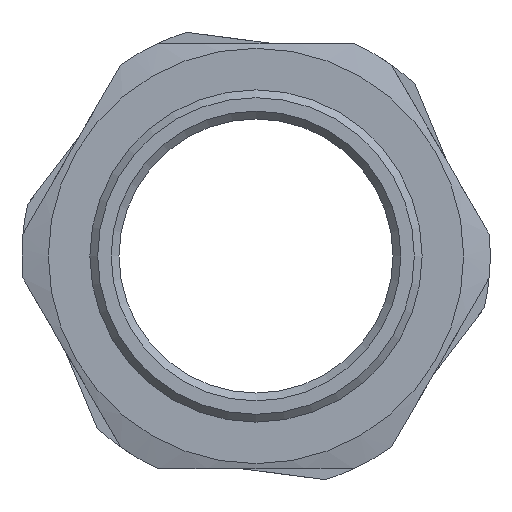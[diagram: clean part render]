
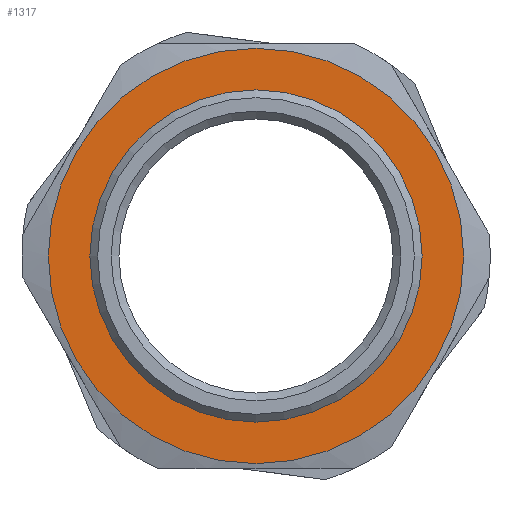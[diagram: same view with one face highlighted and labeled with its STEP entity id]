
A CAD part, left-side view. The second image highlights one B-rep face of the part: STEP entity #1317.
In plain terms, the highlighted planar face has unit normal (-1, 0, 0).
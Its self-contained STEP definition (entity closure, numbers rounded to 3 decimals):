
#39 = CIRCLE ( 'NONE', #1583, 16. ) ;
#44 = CIRCLE ( 'NONE', #1606, 20. ) ;
#73 = EDGE_CURVE ( 'NONE', #215, #215, #44, .T. ) ;
#111 = EDGE_CURVE ( 'NONE', #159, #159, #39, .T. ) ;
#159 = VERTEX_POINT ( 'NONE', #2165 ) ;
#215 = VERTEX_POINT ( 'NONE', #1095 ) ;
#218 = AXIS2_PLACEMENT_3D ( 'NONE', #1683, #1689, #1884 ) ;
#230 = ORIENTED_EDGE ( 'NONE', *, *, #111, .T. ) ;
#231 = ORIENTED_EDGE ( 'NONE', *, *, #73, .F. ) ;
#669 = FACE_BOUND ( 'NONE', #996, .T. ) ;
#699 = EDGE_LOOP ( 'NONE', ( #231 ) ) ;
#787 = FACE_OUTER_BOUND ( 'NONE', #699, .T. ) ;
#996 = EDGE_LOOP ( 'NONE', ( #230 ) ) ;
#1077 = CARTESIAN_POINT ( 'NONE',  ( 15.3, 0., 0. ) ) ;
#1081 = DIRECTION ( 'NONE',  ( 1., 0., 0. ) ) ;
#1082 = DIRECTION ( 'NONE',  ( 0., 0., -1. ) ) ;
#1095 = CARTESIAN_POINT ( 'NONE',  ( 15.3, 0., -20. ) ) ;
#1107 = CARTESIAN_POINT ( 'NONE',  ( 15.3, 0., 0. ) ) ;
#1134 = DIRECTION ( 'NONE',  ( 1., 0., 0. ) ) ;
#1144 = DIRECTION ( 'NONE',  ( 0., 0., -1. ) ) ;
#1317 = ADVANCED_FACE ( 'NONE', ( #787, #669 ), #1712, .F. ) ;
#1583 = AXIS2_PLACEMENT_3D ( 'NONE', #1107, #1134, #1144 ) ;
#1606 = AXIS2_PLACEMENT_3D ( 'NONE', #1077, #1081, #1082 ) ;
#1683 = CARTESIAN_POINT ( 'NONE',  ( 15.3, 16., 0. ) ) ;
#1689 = DIRECTION ( 'NONE',  ( 1., 0., 0. ) ) ;
#1712 = PLANE ( 'NONE',  #218 ) ;
#1884 = DIRECTION ( 'NONE',  ( 0., 0., -1. ) ) ;
#2165 = CARTESIAN_POINT ( 'NONE',  ( 15.3, 0., -16. ) ) ;
